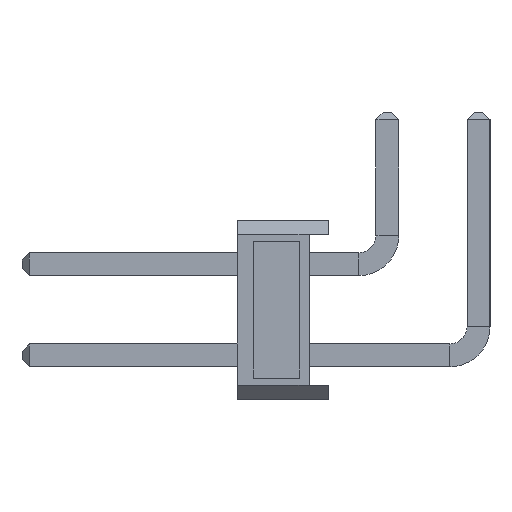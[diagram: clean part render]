
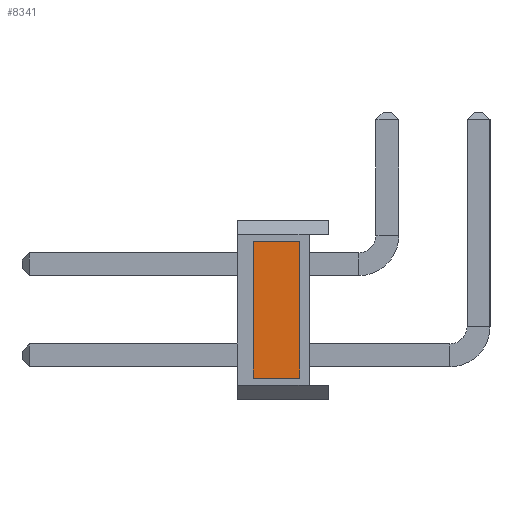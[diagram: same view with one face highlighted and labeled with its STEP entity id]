
A CAD part, left-side view. The second image highlights one B-rep face of the part: STEP entity #8341.
In plain terms, the highlighted planar face has unit normal (-1, 0, 0).
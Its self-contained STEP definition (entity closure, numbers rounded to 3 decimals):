
#62 = LINE ( 'NONE', #3309, #6406 ) ;
#103 = VERTEX_POINT ( 'NONE', #9729 ) ;
#128 = DIRECTION ( 'NONE',  ( 0., 0., -1. ) ) ;
#2703 = PLANE ( 'NONE',  #28969 ) ;
#3309 = CARTESIAN_POINT ( 'NONE',  ( -1.27, 2.1, 1.9 ) ) ;
#3492 = VERTEX_POINT ( 'NONE', #8079 ) ;
#3616 = LINE ( 'NONE', #8562, #9573 ) ;
#5535 = LINE ( 'NONE', #22803, #33217 ) ;
#5928 = DIRECTION ( 'NONE',  ( 0., -1., 0. ) ) ;
#6004 = CARTESIAN_POINT ( 'NONE',  ( -1.27, 2.1, -1.9 ) ) ;
#6406 = VECTOR ( 'NONE', #11818, 1000. ) ;
#8049 = DIRECTION ( 'NONE',  ( 1., 0., 0. ) ) ;
#8079 = CARTESIAN_POINT ( 'NONE',  ( -1.27, 0.8, -1.9 ) ) ;
#8341 = ADVANCED_FACE ( 'NONE', ( #12038 ), #2703, .F. ) ;
#8562 = CARTESIAN_POINT ( 'NONE',  ( -1.27, 2.1, -1.9 ) ) ;
#9573 = VECTOR ( 'NONE', #5928, 1000. ) ;
#9729 = CARTESIAN_POINT ( 'NONE',  ( -1.27, 0.8, 1.9 ) ) ;
#11818 = DIRECTION ( 'NONE',  ( 0., -1., 0. ) ) ;
#12038 = FACE_OUTER_BOUND ( 'NONE', #27134, .T. ) ;
#12195 = VERTEX_POINT ( 'NONE', #6004 ) ;
#13606 = EDGE_CURVE ( 'NONE', #3492, #103, #13938, .T. ) ;
#13938 = LINE ( 'NONE', #28994, #14792 ) ;
#14578 = EDGE_CURVE ( 'NONE', #12195, #3492, #3616, .T. ) ;
#14792 = VECTOR ( 'NONE', #26422, 1000. ) ;
#16018 = VERTEX_POINT ( 'NONE', #22646 ) ;
#18810 = CARTESIAN_POINT ( 'NONE',  ( -1.27, 2.1, 0. ) ) ;
#19012 = ORIENTED_EDGE ( 'NONE', *, *, #13606, .T. ) ;
#20474 = ORIENTED_EDGE ( 'NONE', *, *, #14578, .T. ) ;
#22646 = CARTESIAN_POINT ( 'NONE',  ( -1.27, 2.1, 1.9 ) ) ;
#22803 = CARTESIAN_POINT ( 'NONE',  ( -1.27, 2.1, 0. ) ) ;
#26279 = ORIENTED_EDGE ( 'NONE', *, *, #32366, .F. ) ;
#26422 = DIRECTION ( 'NONE',  ( 0., 0., 1. ) ) ;
#26865 = EDGE_CURVE ( 'NONE', #12195, #16018, #5535, .T. ) ;
#27134 = EDGE_LOOP ( 'NONE', ( #19012, #26279, #28607, #20474 ) ) ;
#28607 = ORIENTED_EDGE ( 'NONE', *, *, #26865, .F. ) ;
#28969 = AXIS2_PLACEMENT_3D ( 'NONE', #18810, #8049, #128 ) ;
#28994 = CARTESIAN_POINT ( 'NONE',  ( -1.27, 0.8, 0. ) ) ;
#30771 = DIRECTION ( 'NONE',  ( 0., 0., 1. ) ) ;
#32366 = EDGE_CURVE ( 'NONE', #16018, #103, #62, .T. ) ;
#33217 = VECTOR ( 'NONE', #30771, 1000. ) ;
